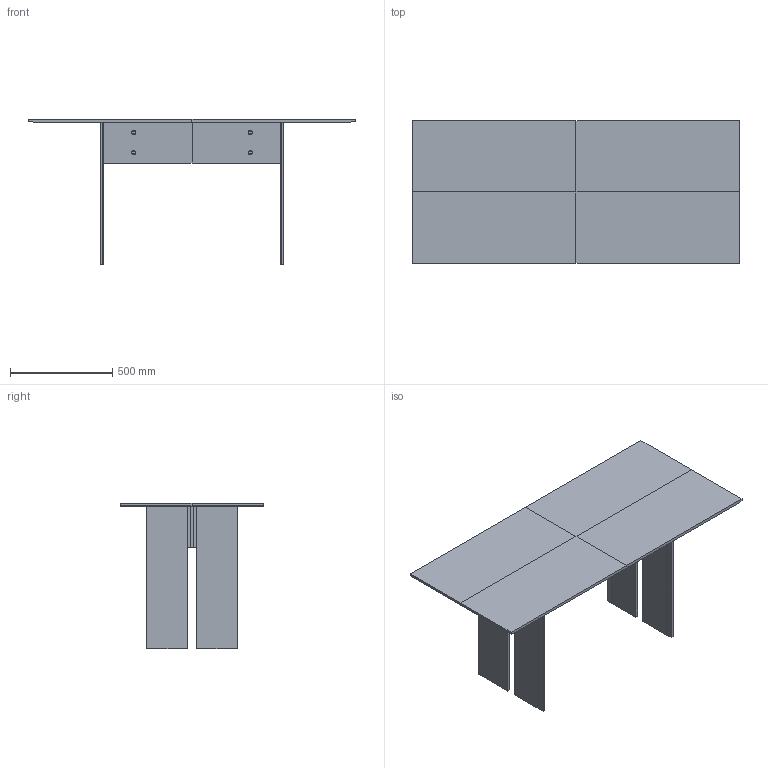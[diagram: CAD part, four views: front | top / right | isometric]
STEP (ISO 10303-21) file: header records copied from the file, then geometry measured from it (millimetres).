
FILE_DESCRIPTION(/* description */ (''),/* implementation_level */ '2;1');
FILE_NAME(/* name */ 'LLT-HO_160x70',/* time_stamp */ '2017-07-25T19:00:07+02:00',/* author */ (''),/* organization */ (''),/* preprocessor_version */ 'ST-DEVELOPER v10',/* originating_system */ '',/* authorisation */ '');
FILE_SCHEMA (('CONFIG_CONTROL_DESIGN'));
Length unit declared in the file: millimetre
Products named in the file (1): 1
Bounding box: 1600 x 700 x 714 mm (x, y, z)
Volume: 30975745.6 mm3; surface area: 4426118.2 mm2
Topology: 25 solids, 25 shells, 344 faces, 702 edges, 424 vertices
Faces by surface type: bspline 224, plane 120
Entity records: 9718 total; most frequent: CARTESIAN_POINT 5298, ORIENTED_EDGE 1404, EDGE_CURVE 702, VERTEX_POINT 424, EDGE_LOOP 400, ADVANCED_FACE 344, FACE_OUTER_BOUND 344, B_SPLINE_CURVE_WITH_KNOTS 238
